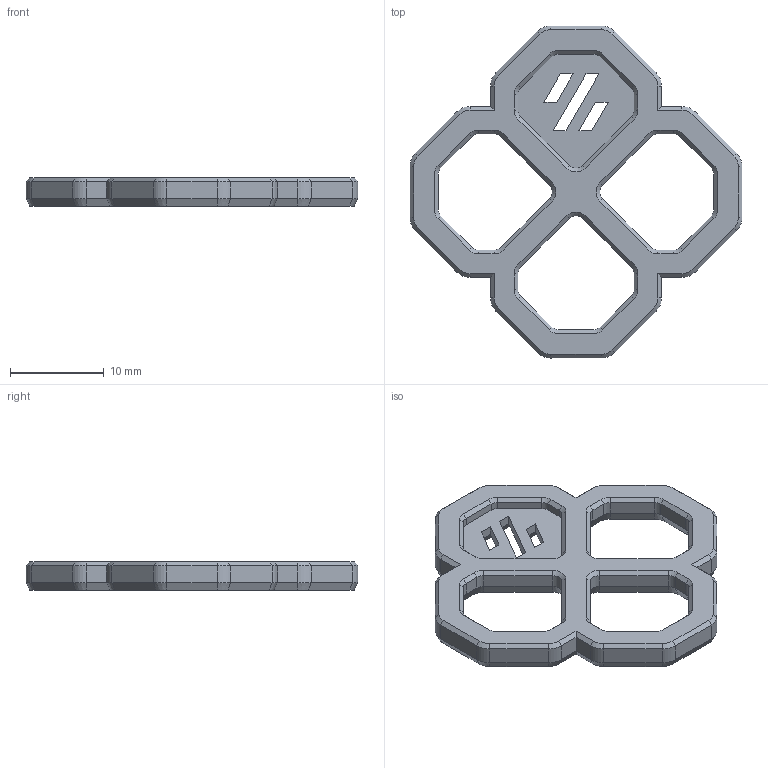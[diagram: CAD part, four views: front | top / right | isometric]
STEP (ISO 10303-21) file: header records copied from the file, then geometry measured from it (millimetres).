
FILE_DESCRIPTION(/* description */ (''),/* implementation_level */ '2;1');
FILE_NAME(/* name */ 'CoreXY Belt Tension Matcher.step',/* time_stamp */ '2022-05-03T16:21:02+01:00',/* author */ (''),/* organization */ (''),/* preprocessor_version */ 'ST-DEVELOPER v18.1',/* originating_system */ 'Autodesk Translation Framework v10.14.0.1471',/* authorisation */ '');
FILE_SCHEMA (('AUTOMOTIVE_DESIGN { 1 0 10303 214 3 1 1 }'));
Length unit declared in the file: millimetre
Products named in the file (1): CoreXY Belt Tension Matcher
Bounding box: 35.36 x 35.36 x 3 mm (x, y, z)
Volume: 1337.9 mm3; surface area: 1654.7 mm2
Topology: 1 solids, 1 shells, 289 faces, 676 edges, 390 vertices
Faces by surface type: plane 164, cone 81, cylinder 44
Entity records: 8067 total; most frequent: DIRECTION 1425, CARTESIAN_POINT 1356, ORIENTED_EDGE 1352, EDGE_CURVE 676, LINE 507, VECTOR 507, AXIS2_PLACEMENT_3D 459, VERTEX_POINT 390
